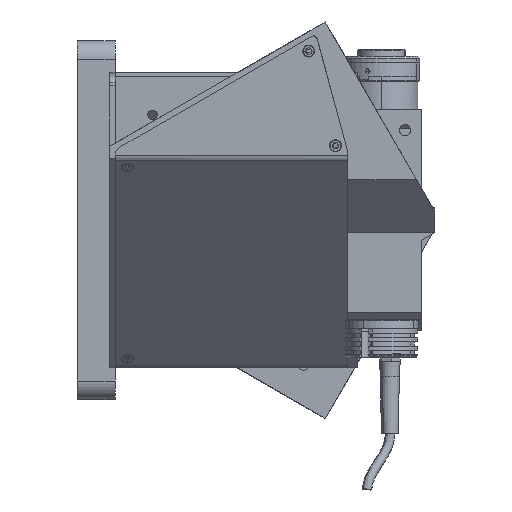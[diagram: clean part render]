
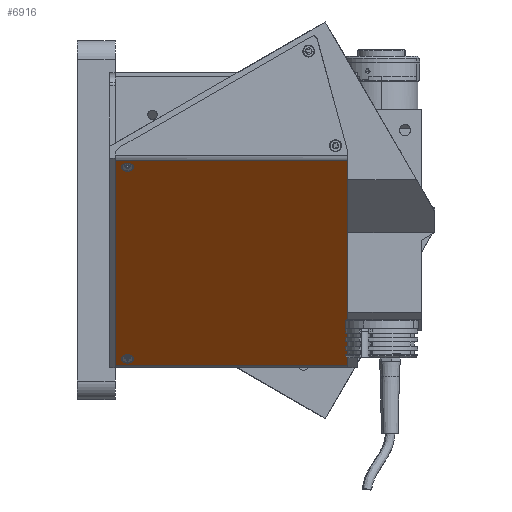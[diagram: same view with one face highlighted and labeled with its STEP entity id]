
A CAD part, left-side view. The second image highlights one B-rep face of the part: STEP entity #6916.
In plain terms, the highlighted planar face has unit normal (-0.707, 0, -0.707).
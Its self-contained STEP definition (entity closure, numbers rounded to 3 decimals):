
#816 = EDGE_CURVE ( 'NONE', #28427, #10662, #21189, .T. ) ;
#1001 = ORIENTED_EDGE ( 'NONE', *, *, #816, .F. ) ;
#1352 = CARTESIAN_POINT ( 'NONE',  ( -168.685, -126., -76.828 ) ) ;
#1574 = CARTESIAN_POINT ( 'NONE',  ( -169.993, -9.5, -75.52 ) ) ;
#2937 = DIRECTION ( 'NONE',  ( -0.707, 0., 0.707 ) ) ;
#2964 = DIRECTION ( 'NONE',  ( -0.707, 0., -0.707 ) ) ;
#2967 = VERTEX_POINT ( 'NONE', #11599 ) ;
#3021 = CARTESIAN_POINT ( 'NONE',  ( -168.099, 214.359, -77.414 ) ) ;
#3331 = PLANE ( 'NONE',  #32446 ) ;
#3445 = VECTOR ( 'NONE', #30893, 1000. ) ;
#3546 = AXIS2_PLACEMENT_3D ( 'NONE', #19012, #18969, #16259 ) ;
#3987 = CIRCLE ( 'NONE', #4043, 3.15 ) ;
#4043 = AXIS2_PLACEMENT_3D ( 'NONE', #24686, #24612, #24571 ) ;
#4221 = EDGE_LOOP ( 'NONE', ( #1001, #22648 ) ) ;
#4759 = DIRECTION ( 'NONE',  ( 0.707, 0., -0.707 ) ) ;
#4993 = CARTESIAN_POINT ( 'NONE',  ( -168.099, -3., -77.414 ) ) ;
#6090 = EDGE_CURVE ( 'NONE', #27545, #2967, #27709, .T. ) ;
#6916 = ADVANCED_FACE ( 'NONE', ( #19412, #22294, #15282 ), #3331, .T. ) ;
#6988 = VECTOR ( 'NONE', #21734, 1000. ) ;
#7121 = ORIENTED_EDGE ( 'NONE', *, *, #6090, .F. ) ;
#8564 = CIRCLE ( 'NONE', #17405, 3.15 ) ;
#9208 = DIRECTION ( 'NONE',  ( -0.707, 0., 0.707 ) ) ;
#9330 = DIRECTION ( 'NONE',  ( -0.707, 0., -0.707 ) ) ;
#9390 = CARTESIAN_POINT ( 'NONE',  ( -168.685, -3., -76.828 ) ) ;
#10117 = ORIENTED_EDGE ( 'NONE', *, *, #18190, .F. ) ;
#10119 = CARTESIAN_POINT ( 'NONE',  ( -273.593, -9.5, 28.08 ) ) ;
#10662 = VERTEX_POINT ( 'NONE', #1574 ) ;
#11184 = VECTOR ( 'NONE', #4759, 1000. ) ;
#11599 = CARTESIAN_POINT ( 'NONE',  ( -277.128, -126., 31.615 ) ) ;
#12037 = LINE ( 'NONE', #4993, #11184 ) ;
#12704 = ORIENTED_EDGE ( 'NONE', *, *, #23869, .F. ) ;
#13310 = VERTEX_POINT ( 'NONE', #9390 ) ;
#13543 = ORIENTED_EDGE ( 'NONE', *, *, #20285, .F. ) ;
#14729 = VECTOR ( 'NONE', #33520, 1000. ) ;
#14842 = EDGE_CURVE ( 'NONE', #27545, #13310, #12037, .T. ) ;
#15282 = FACE_OUTER_BOUND ( 'NONE', #21050, .T. ) ;
#15864 = CARTESIAN_POINT ( 'NONE',  ( -174.448, -9.5, -71.066 ) ) ;
#16259 = DIRECTION ( 'NONE',  ( -0.707, 0., 0.707 ) ) ;
#16428 = ORIENTED_EDGE ( 'NONE', *, *, #24811, .F. ) ;
#16692 = CARTESIAN_POINT ( 'NONE',  ( -275.82, -9.5, 30.307 ) ) ;
#17405 = AXIS2_PLACEMENT_3D ( 'NONE', #10119, #9330, #9208 ) ;
#18048 = DIRECTION ( 'NONE',  ( -0.707, 0., 0.707 ) ) ;
#18052 = DIRECTION ( 'NONE',  ( -0.707, 0., -0.707 ) ) ;
#18123 = CARTESIAN_POINT ( 'NONE',  ( -172.22, -9.5, -73.293 ) ) ;
#18190 = EDGE_CURVE ( 'NONE', #26233, #24062, #3987, .T. ) ;
#18585 = EDGE_CURVE ( 'NONE', #10662, #28427, #34436, .T. ) ;
#18722 = LINE ( 'NONE', #31385, #3445 ) ;
#18969 = DIRECTION ( 'NONE',  ( -0.707, 0., -0.707 ) ) ;
#19012 = CARTESIAN_POINT ( 'NONE',  ( -172.22, -9.5, -73.293 ) ) ;
#19412 = FACE_BOUND ( 'NONE', #4221, .T. ) ;
#20285 = EDGE_CURVE ( 'NONE', #2967, #33386, #18722, .T. ) ;
#20300 = EDGE_LOOP ( 'NONE', ( #16428, #10117 ) ) ;
#21050 = EDGE_LOOP ( 'NONE', ( #26097, #12704, #13543, #7121 ) ) ;
#21189 = CIRCLE ( 'NONE', #31076, 3.15 ) ;
#21734 = DIRECTION ( 'NONE',  ( 0., -1., 0. ) ) ;
#21741 = LINE ( 'NONE', #33450, #14729 ) ;
#21847 = CARTESIAN_POINT ( 'NONE',  ( -277.128, 214.359, 31.615 ) ) ;
#22294 = FACE_BOUND ( 'NONE', #20300, .T. ) ;
#22648 = ORIENTED_EDGE ( 'NONE', *, *, #18585, .F. ) ;
#23869 = EDGE_CURVE ( 'NONE', #33386, #13310, #21741, .T. ) ;
#24062 = VERTEX_POINT ( 'NONE', #16692 ) ;
#24571 = DIRECTION ( 'NONE',  ( -0.707, 0., 0.707 ) ) ;
#24612 = DIRECTION ( 'NONE',  ( -0.707, 0., -0.707 ) ) ;
#24686 = CARTESIAN_POINT ( 'NONE',  ( -273.593, -9.5, 28.08 ) ) ;
#24811 = EDGE_CURVE ( 'NONE', #24062, #26233, #8564, .T. ) ;
#26097 = ORIENTED_EDGE ( 'NONE', *, *, #14842, .T. ) ;
#26233 = VERTEX_POINT ( 'NONE', #33784 ) ;
#27545 = VERTEX_POINT ( 'NONE', #34308 ) ;
#27709 = LINE ( 'NONE', #21847, #6988 ) ;
#28427 = VERTEX_POINT ( 'NONE', #15864 ) ;
#30893 = DIRECTION ( 'NONE',  ( 0.707, 0., -0.707 ) ) ;
#31076 = AXIS2_PLACEMENT_3D ( 'NONE', #18123, #18052, #18048 ) ;
#31385 = CARTESIAN_POINT ( 'NONE',  ( -168.099, -126., -77.414 ) ) ;
#32446 = AXIS2_PLACEMENT_3D ( 'NONE', #3021, #2964, #2937 ) ;
#33386 = VERTEX_POINT ( 'NONE', #1352 ) ;
#33450 = CARTESIAN_POINT ( 'NONE',  ( -168.685, 214.359, -76.828 ) ) ;
#33520 = DIRECTION ( 'NONE',  ( 0., 1., 0. ) ) ;
#33784 = CARTESIAN_POINT ( 'NONE',  ( -271.366, -9.5, 25.852 ) ) ;
#34308 = CARTESIAN_POINT ( 'NONE',  ( -277.128, -3., 31.615 ) ) ;
#34436 = CIRCLE ( 'NONE', #3546, 3.15 ) ;
